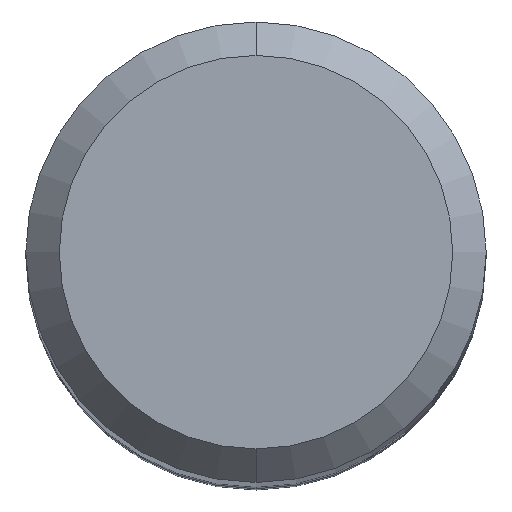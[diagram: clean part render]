
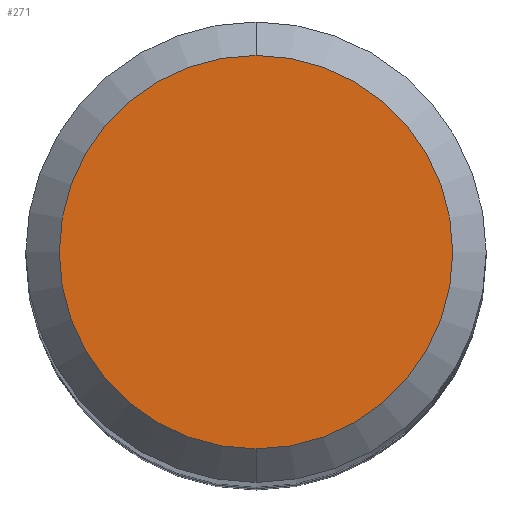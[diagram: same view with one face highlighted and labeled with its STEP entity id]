
A CAD part, top view. The second image highlights one B-rep face of the part: STEP entity #271.
In plain terms, the highlighted planar face has unit normal (0, 0, 1).
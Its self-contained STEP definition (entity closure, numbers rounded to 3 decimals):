
#141=VERTEX_POINT('',#374);
#271=ADVANCED_FACE('',(#521),#522,.T.);
#279=EDGE_CURVE('',#141,#327,#531,.T.);
#327=VERTEX_POINT('',#584);
#343=EDGE_CURVE('',#327,#141,#601,.T.);
#374=CARTESIAN_POINT('',(0.,-2.35,0.0));
#521=FACE_OUTER_BOUND('',#821,.T.);
#522=PLANE('',#822);
#531=CIRCLE('',#833,2.35);
#584=CARTESIAN_POINT('',(0.0,2.35,0.0));
#601=CIRCLE('',#922,2.35);
#821=EDGE_LOOP('',(#1142,#1143));
#822=AXIS2_PLACEMENT_3D('',#1144,#1145,#1146);
#833=AXIS2_PLACEMENT_3D('',#1158,#1159,#1160);
#922=AXIS2_PLACEMENT_3D('',#1232,#1233,#1234);
#1142=ORIENTED_EDGE('',*,*,#343,.F.);
#1143=ORIENTED_EDGE('',*,*,#279,.F.);
#1144=CARTESIAN_POINT('',(0.0,1.175,0.0));
#1145=DIRECTION('',(-0.0,0.0,1.0));
#1146=DIRECTION('',(0.0,-1.0,0.0));
#1158=CARTESIAN_POINT('',(0.0,0.0,0.0));
#1159=DIRECTION('',(0.0,0.0,-1.0));
#1160=DIRECTION('',(0.0,1.0,0.0));
#1232=CARTESIAN_POINT('',(0.0,0.0,0.0));
#1233=DIRECTION('',(0.0,0.0,-1.0));
#1234=DIRECTION('',(0.0,1.0,0.0));
